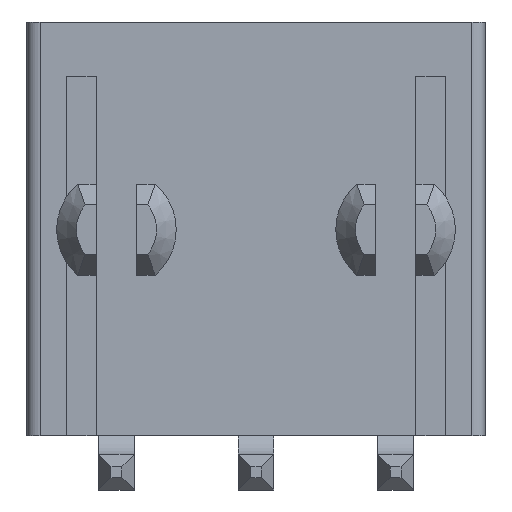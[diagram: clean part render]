
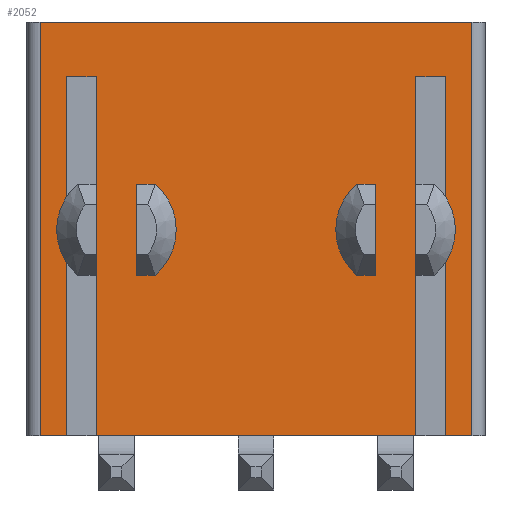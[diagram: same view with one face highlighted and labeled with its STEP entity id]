
A CAD part, front view. The second image highlights one B-rep face of the part: STEP entity #2052.
In plain terms, the highlighted planar face has unit normal (0, -1, 0).
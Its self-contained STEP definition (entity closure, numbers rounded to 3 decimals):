
#22=DIRECTION('',(-1.,0.,0.));
#23=VECTOR('',#22,13.);
#24=CARTESIAN_POINT('',(6.5,0.4,0.));
#25=LINE('',#24,#23);
#157=DIRECTION('',(0.,0.,1.));
#158=VECTOR('',#157,12.45);
#159=CARTESIAN_POINT('',(-6.5,0.4,-12.45));
#160=LINE('',#159,#158);
#166=DIRECTION('',(0.,0.,-1.));
#167=VECTOR('',#166,2.741);
#168=CARTESIAN_POINT('',(3.59,0.4,-4.88));
#169=LINE('',#168,#167);
#170=DIRECTION('',(0.,0.,1.));
#171=VECTOR('',#170,2.741);
#172=CARTESIAN_POINT('',(-3.59,0.4,-7.62));
#173=LINE('',#172,#171);
#174=DIRECTION('',(-1.,0.,0.));
#175=VECTOR('',#174,0.89);
#176=CARTESIAN_POINT('',(5.7,0.4,-1.65));
#177=LINE('',#176,#175);
#178=DIRECTION('',(-1.,0.,0.));
#179=VECTOR('',#178,0.89);
#180=CARTESIAN_POINT('',(-4.81,0.4,-1.65));
#181=LINE('',#180,#179);
#182=DIRECTION('',(0.,0.,1.));
#183=VECTOR('',#182,10.8);
#184=CARTESIAN_POINT('',(-5.7,0.4,-12.45));
#185=LINE('',#184,#183);
#186=DIRECTION('',(0.,0.,1.));
#187=VECTOR('',#186,10.8);
#188=CARTESIAN_POINT('',(5.7,0.4,-12.45));
#189=LINE('',#188,#187);
#195=CARTESIAN_POINT('',(4.2,0.4,-6.25));
#196=DIRECTION('',(0.,1.,0.));
#197=DIRECTION('',(-0.407,0.,-0.914));
#198=AXIS2_PLACEMENT_3D('',#195,#196,#197);
#319=DIRECTION('',(0.,0.,1.));
#320=VECTOR('',#319,10.8);
#321=CARTESIAN_POINT('',(4.81,0.4,-12.45));
#322=LINE('',#321,#320);
#359=DIRECTION('',(-1.,0.,0.));
#360=VECTOR('',#359,0.8);
#361=CARTESIAN_POINT('',(-5.7,0.4,-12.45));
#362=LINE('',#361,#360);
#367=DIRECTION('',(-1.,0.,0.));
#368=VECTOR('',#367,9.62);
#369=CARTESIAN_POINT('',(4.81,0.4,-12.45));
#370=LINE('',#369,#368);
#375=DIRECTION('',(-1.,0.,0.));
#376=VECTOR('',#375,0.8);
#377=CARTESIAN_POINT('',(6.5,0.4,-12.45));
#378=LINE('',#377,#376);
#451=DIRECTION('',(0.,0.,-1.));
#452=VECTOR('',#451,10.8);
#453=CARTESIAN_POINT('',(-4.81,0.4,-1.65));
#454=LINE('',#453,#452);
#479=CARTESIAN_POINT('',(-4.2,0.4,-6.25));
#480=DIRECTION('',(0.,1.,0.));
#481=DIRECTION('',(0.407,0.,0.914));
#482=AXIS2_PLACEMENT_3D('',#479,#480,#481);
#740=DIRECTION('',(0.,0.,1.));
#741=VECTOR('',#740,12.45);
#742=CARTESIAN_POINT('',(6.5,0.4,-12.45));
#743=LINE('',#742,#741);
#1509=CARTESIAN_POINT('',(6.5,0.4,-12.45));
#1510=CARTESIAN_POINT('',(6.5,0.4,0.));
#1511=VERTEX_POINT('',#1509);
#1512=VERTEX_POINT('',#1510);
#1537=CARTESIAN_POINT('',(-6.5,0.4,0.));
#1538=VERTEX_POINT('',#1537);
#1539=CARTESIAN_POINT('',(-6.5,0.4,-12.45));
#1540=VERTEX_POINT('',#1539);
#1545=CARTESIAN_POINT('',(3.59,0.4,-4.88));
#1546=CARTESIAN_POINT('',(3.59,0.4,-7.62));
#1547=VERTEX_POINT('',#1545);
#1548=VERTEX_POINT('',#1546);
#1593=CARTESIAN_POINT('',(-3.59,0.4,-7.62));
#1594=CARTESIAN_POINT('',(-3.59,0.4,-4.88));
#1595=VERTEX_POINT('',#1593);
#1596=VERTEX_POINT('',#1594);
#1657=CARTESIAN_POINT('',(5.7,0.4,-1.65));
#1658=CARTESIAN_POINT('',(4.81,0.4,-1.65));
#1659=VERTEX_POINT('',#1657);
#1660=VERTEX_POINT('',#1658);
#1661=CARTESIAN_POINT('',(5.7,0.4,-12.45));
#1662=VERTEX_POINT('',#1661);
#1663=CARTESIAN_POINT('',(-5.7,0.4,-12.45));
#1664=CARTESIAN_POINT('',(-5.7,0.4,-1.65));
#1665=VERTEX_POINT('',#1663);
#1666=VERTEX_POINT('',#1664);
#1667=CARTESIAN_POINT('',(-4.81,0.4,-1.65));
#1668=VERTEX_POINT('',#1667);
#1669=CARTESIAN_POINT('',(4.81,0.4,-12.45));
#1670=VERTEX_POINT('',#1669);
#1671=CARTESIAN_POINT('',(-4.81,0.4,-12.45));
#1672=VERTEX_POINT('',#1671);
#2011=CARTESIAN_POINT('',(6.9,0.4,0.));
#2012=DIRECTION('',(0.,-1.,0.));
#2013=DIRECTION('',(-1.,0.,0.));
#2014=AXIS2_PLACEMENT_3D('',#2011,#2012,#2013);
#2015=PLANE('',#2014);
#2017=ORIENTED_EDGE('',*,*,#2016,.T.);
#2019=ORIENTED_EDGE('',*,*,#2018,.F.);
#2021=ORIENTED_EDGE('',*,*,#2020,.T.);
#2023=ORIENTED_EDGE('',*,*,#2022,.F.);
#2025=ORIENTED_EDGE('',*,*,#2024,.T.);
#2027=ORIENTED_EDGE('',*,*,#2026,.F.);
#2029=ORIENTED_EDGE('',*,*,#2028,.T.);
#2030=ORIENTED_EDGE('',*,*,#2004,.T.);
#2031=ORIENTED_EDGE('',*,*,#1864,.F.);
#2033=ORIENTED_EDGE('',*,*,#2032,.F.);
#2035=ORIENTED_EDGE('',*,*,#2034,.T.);
#2037=ORIENTED_EDGE('',*,*,#2036,.T.);
#2038=EDGE_LOOP('',(#2017,#2019,#2021,#2023,#2025,#2027,#2029,#2030,#2031,#2033,
#2035,#2037));
#2039=FACE_OUTER_BOUND('',#2038,.F.);
#2041=ORIENTED_EDGE('',*,*,#2040,.F.);
#2043=ORIENTED_EDGE('',*,*,#2042,.F.);
#2044=EDGE_LOOP('',(#2041,#2043));
#2045=FACE_BOUND('',#2044,.F.);
#2047=ORIENTED_EDGE('',*,*,#2046,.F.);
#2049=ORIENTED_EDGE('',*,*,#2048,.F.);
#2050=EDGE_LOOP('',(#2047,#2049));
#2051=FACE_BOUND('',#2050,.F.);
#2052=ADVANCED_FACE('',(#2039,#2045,#2051),#2015,.T.);
#199=CIRCLE('',#198,1.5);
#483=CIRCLE('',#482,1.5);
#1864=EDGE_CURVE('',#1512,#1538,#25,.T.);
#2004=EDGE_CURVE('',#1540,#1538,#160,.T.);
#2016=EDGE_CURVE('',#1659,#1660,#177,.T.);
#2018=EDGE_CURVE('',#1670,#1660,#322,.T.);
#2020=EDGE_CURVE('',#1670,#1672,#370,.T.);
#2022=EDGE_CURVE('',#1668,#1672,#454,.T.);
#2024=EDGE_CURVE('',#1668,#1666,#181,.T.);
#2026=EDGE_CURVE('',#1665,#1666,#185,.T.);
#2028=EDGE_CURVE('',#1665,#1540,#362,.T.);
#2032=EDGE_CURVE('',#1511,#1512,#743,.T.);
#2034=EDGE_CURVE('',#1511,#1662,#378,.T.);
#2036=EDGE_CURVE('',#1662,#1659,#189,.T.);
#2040=EDGE_CURVE('',#1596,#1595,#483,.T.);
#2042=EDGE_CURVE('',#1595,#1596,#173,.T.);
#2046=EDGE_CURVE('',#1548,#1547,#199,.T.);
#2048=EDGE_CURVE('',#1547,#1548,#169,.T.);
